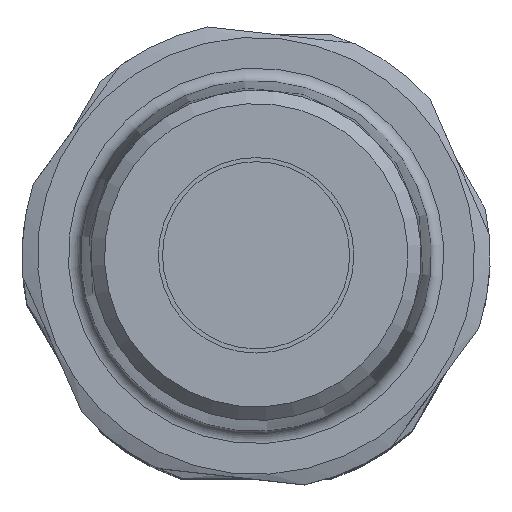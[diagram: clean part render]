
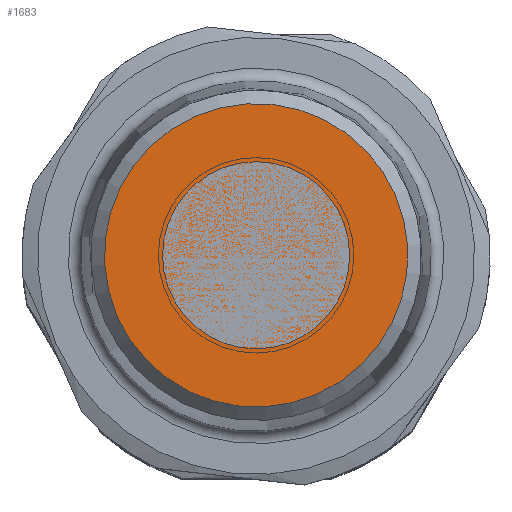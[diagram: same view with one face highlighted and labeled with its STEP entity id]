
A CAD part, top view. The second image highlights one B-rep face of the part: STEP entity #1683.
In plain terms, the highlighted planar face has unit normal (0, 0, 1).
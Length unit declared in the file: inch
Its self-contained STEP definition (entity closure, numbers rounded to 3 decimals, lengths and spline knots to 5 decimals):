
#128=PLANE('',#1903);
#204=FACE_OUTER_BOUND('',#300,.T.);
#300=EDGE_LOOP('',(#1348));
#547=CIRCLE('',#1904,0.3629);
#704=VERTEX_POINT('',#2931);
#927=EDGE_CURVE('',#704,#704,#547,.T.);
#1348=ORIENTED_EDGE('',*,*,#927,.F.);
#1683=ADVANCED_FACE('',(#204),#128,.F.);
#1903=AXIS2_PLACEMENT_3D('',#2930,#2343,#2344);
#1904=AXIS2_PLACEMENT_3D('',#2932,#2345,#2346);
#2343=DIRECTION('center_axis',(0.,0.,
-1.));
#2344=DIRECTION('ref_axis',(0.593,0.805,0.));
#2345=DIRECTION('center_axis',(0.,0.,
-1.));
#2346=DIRECTION('ref_axis',(0.593,0.805,0.));
#2930=CARTESIAN_POINT('Origin',(0.,0.,
2.13163));
#2931=CARTESIAN_POINT('',(-0.21535,-0.2921,2.13163));
#2932=CARTESIAN_POINT('Origin',(0.,0.,
2.13163));
